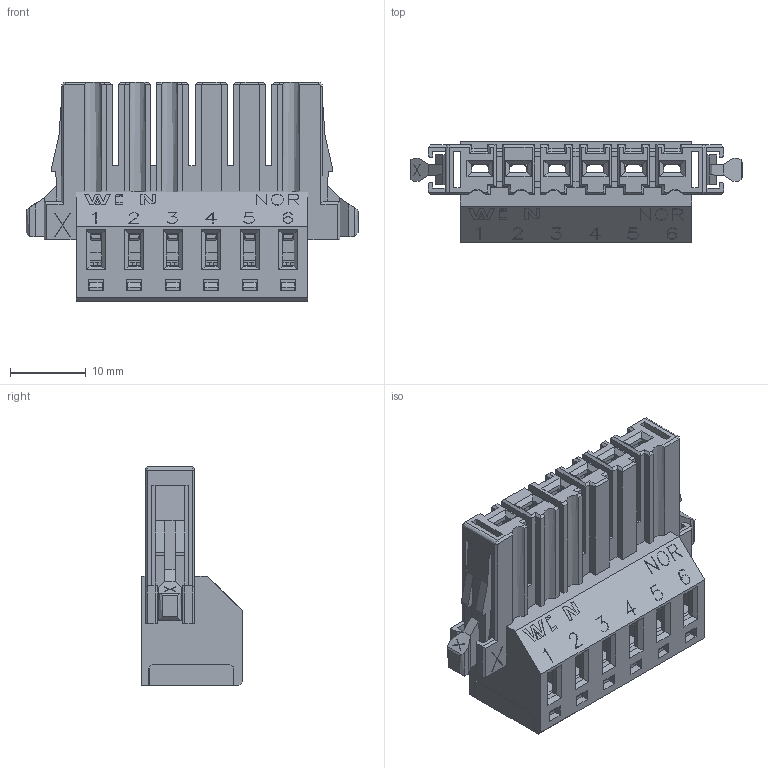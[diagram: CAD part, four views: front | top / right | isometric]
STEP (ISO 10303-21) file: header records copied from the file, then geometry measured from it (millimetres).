
FILE_DESCRIPTION( ('This file contains a STEP AP42 implementation' ,'as created by ZW3D STEP Interface translator.') ,'2;1' );
FILE_NAME( 'WD5085-1HA06S4BA01.stp' ,'2312 8.164619', (''), ('ZWCAD Software Co.'), 'Version 1.0', 'ZW3D to STEP translator', '' );
FILE_SCHEMA(('AUTOMOTIVE_DESIGN { 1 0 10303 214 1 1 1 1 }'));
Length unit declared in the file: millimetre
Products named in the file (2): 0; WD5085-1HA06S4BA01
Bounding box: 43.86 x 13.4 x 29 mm (x, y, z)
Volume: 4769.2 mm3
Topology: 3 solids, 7 shells, 2110 faces, 5638 edges, 3598 vertices
Faces by surface type: plane 1678, cylinder 256, bspline 138, sphere 20, cone 16, torus 2
Entity records: 68254 total; most frequent: CARTESIAN_POINT 14347, ORIENTED_EDGE 11288, DIRECTION 9654, EDGE_CURVE 5644, VECTOR 4928, LINE 4928, VERTEX_POINT 3602, AXIS2_PLACEMENT_3D 2363
